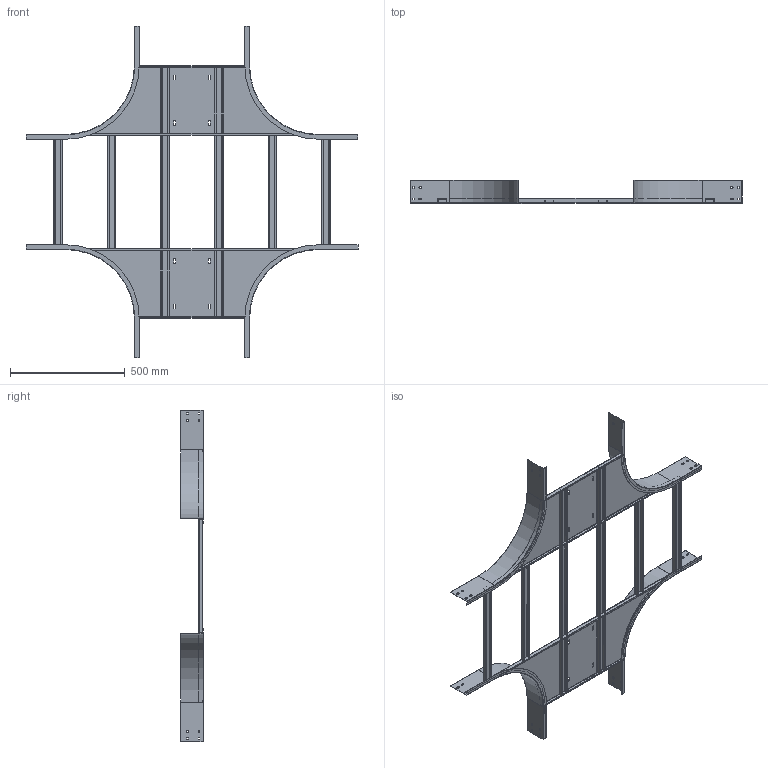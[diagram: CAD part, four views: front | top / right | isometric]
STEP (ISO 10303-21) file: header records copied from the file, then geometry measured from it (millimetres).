
FILE_DESCRIPTION (( 'STEP AP203' ), '1' );
FILE_NAME ('Õ-îòâåòâèòåëü R300_LX1305.step', '2012-12-19T08:52:55', ( 'Àñååâ' ), ( '' ), 'SwSTEP 2.0', 'SolidWorks 2012', '' );
FILE_SCHEMA (( 'CONFIG_CONTROL_DESIGN' ));
Length unit declared in the file: millimetre
Products named in the file (1): Õ-îòâåòâèòåëü R300_LX1305
Bounding box: 1446 x 100 x 1445.2 mm (x, y, z)
Volume: 1287903.4 mm3; surface area: 2365809.6 mm2
Topology: 12 solids, 12 shells, 544 faces, 1304 edges, 784 vertices
Faces by surface type: plane 376, cylinder 160, torus 8
Entity records: 15747 total; most frequent: CARTESIAN_POINT 2777, DIRECTION 2698, ORIENTED_EDGE 2608, EDGE_CURVE 1304, VECTOR 968, LINE 968, AXIS2_PLACEMENT_3D 865, VERTEX_POINT 784
